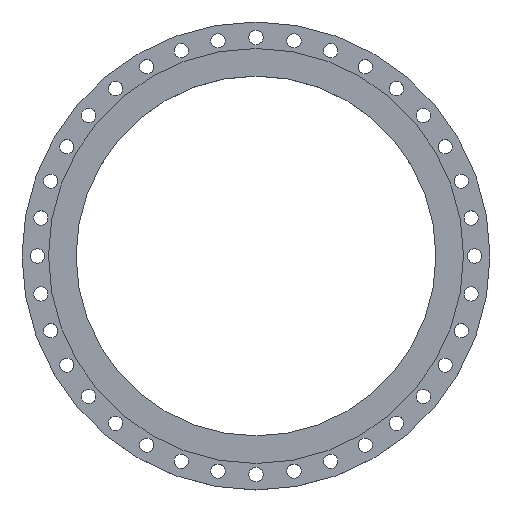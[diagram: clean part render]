
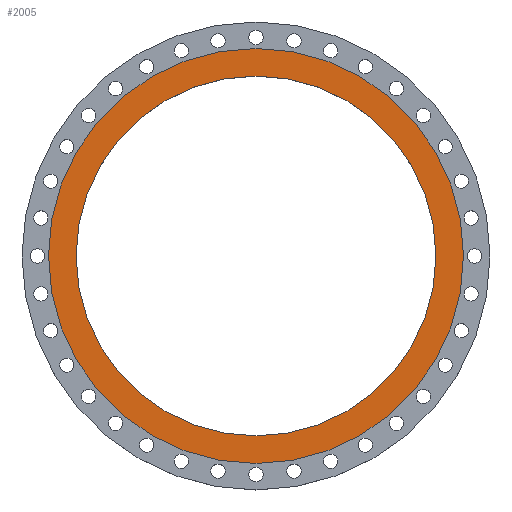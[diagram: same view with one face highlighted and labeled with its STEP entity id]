
A CAD part, top view. The second image highlights one B-rep face of the part: STEP entity #2005.
In plain terms, the highlighted planar face has unit normal (0, 0, 1).
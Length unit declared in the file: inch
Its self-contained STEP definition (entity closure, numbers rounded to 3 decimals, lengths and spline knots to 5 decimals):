
#43 = EDGE_LOOP ( 'NONE', ( #2546, #2107 ) ) ;
#64 = DIRECTION ( 'NONE',  ( 1., 0., 0. ) ) ;
#78 = AXIS2_PLACEMENT_3D ( 'NONE', #2515, #2038, #2563 ) ;
#203 = CARTESIAN_POINT ( 'NONE',  ( 0., 0., 0. ) ) ;
#210 = DIRECTION ( 'NONE',  ( 0., 0., -1. ) ) ;
#330 = EDGE_CURVE ( 'NONE', #898, #1733, #1389, .T. ) ;
#331 = AXIS2_PLACEMENT_3D ( 'NONE', #1556, #1875, #64 ) ;
#406 = FACE_OUTER_BOUND ( 'NONE', #2691, .T. ) ;
#457 = CARTESIAN_POINT ( 'NONE',  ( 0., 0., 0. ) ) ;
#489 = AXIS2_PLACEMENT_3D ( 'NONE', #2175, #210, #1205 ) ;
#601 = CARTESIAN_POINT ( 'NONE',  ( 23.5, 0., 0. ) ) ;
#642 = FACE_BOUND ( 'NONE', #43, .T. ) ;
#898 = VERTEX_POINT ( 'NONE', #1082 ) ;
#1025 = CIRCLE ( 'NONE', #2844, 20.375 ) ;
#1082 = CARTESIAN_POINT ( 'NONE',  ( -20.375, 0., 0. ) ) ;
#1205 = DIRECTION ( 'NONE',  ( -1., 0., 0. ) ) ;
#1276 = CARTESIAN_POINT ( 'NONE',  ( 20.375, 0., 0. ) ) ;
#1389 = CIRCLE ( 'NONE', #78, 20.375 ) ;
#1458 = DIRECTION ( 'NONE',  ( 0., 0., 1. ) ) ;
#1524 = EDGE_CURVE ( 'NONE', #2908, #2937, #2576, .T. ) ;
#1556 = CARTESIAN_POINT ( 'NONE',  ( 0., 0., 0. ) ) ;
#1733 = VERTEX_POINT ( 'NONE', #1276 ) ;
#1825 = CIRCLE ( 'NONE', #331, 23.5 ) ;
#1868 = AXIS2_PLACEMENT_3D ( 'NONE', #203, #2658, #2211 ) ;
#1875 = DIRECTION ( 'NONE',  ( 0., 0., 1. ) ) ;
#1959 = DIRECTION ( 'NONE',  ( 1., 0., 0. ) ) ;
#2005 = ADVANCED_FACE ( 'NONE', ( #642, #406 ), #2441, .F. ) ;
#2038 = DIRECTION ( 'NONE',  ( 0., 0., 1. ) ) ;
#2107 = ORIENTED_EDGE ( 'NONE', *, *, #330, .F. ) ;
#2149 = ORIENTED_EDGE ( 'NONE', *, *, #2500, .T. ) ;
#2175 = CARTESIAN_POINT ( 'NONE',  ( 0., 20.375, 0. ) ) ;
#2211 = DIRECTION ( 'NONE',  ( 1., 0., 0. ) ) ;
#2380 = CARTESIAN_POINT ( 'NONE',  ( -23.5, 0., 0. ) ) ;
#2441 = PLANE ( 'NONE',  #489 ) ;
#2500 = EDGE_CURVE ( 'NONE', #2937, #2908, #1825, .T. ) ;
#2515 = CARTESIAN_POINT ( 'NONE',  ( 0., 0., 0. ) ) ;
#2546 = ORIENTED_EDGE ( 'NONE', *, *, #3115, .F. ) ;
#2563 = DIRECTION ( 'NONE',  ( 1., 0., 0. ) ) ;
#2576 = CIRCLE ( 'NONE', #1868, 23.5 ) ;
#2598 = ORIENTED_EDGE ( 'NONE', *, *, #1524, .T. ) ;
#2658 = DIRECTION ( 'NONE',  ( 0., 0., 1. ) ) ;
#2691 = EDGE_LOOP ( 'NONE', ( #2598, #2149 ) ) ;
#2844 = AXIS2_PLACEMENT_3D ( 'NONE', #457, #1458, #1959 ) ;
#2908 = VERTEX_POINT ( 'NONE', #601 ) ;
#2937 = VERTEX_POINT ( 'NONE', #2380 ) ;
#3115 = EDGE_CURVE ( 'NONE', #1733, #898, #1025, .T. ) ;
